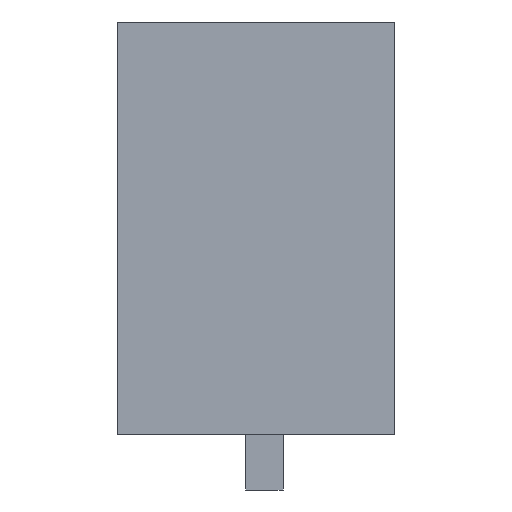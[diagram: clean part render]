
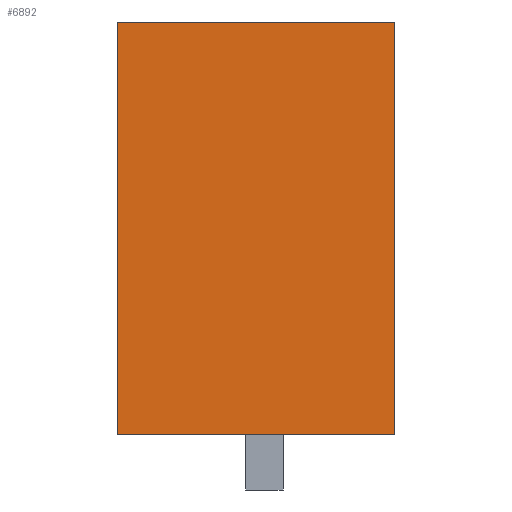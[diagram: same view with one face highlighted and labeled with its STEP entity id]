
A CAD part, left-side view. The second image highlights one B-rep face of the part: STEP entity #6892.
In plain terms, the highlighted planar face has unit normal (-1, 0, 0).
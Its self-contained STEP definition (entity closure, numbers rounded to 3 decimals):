
#6872=AXIS2_PLACEMENT_3D('Plane Axis2P3D',#6869,#6870,#6871) ;
#276=CARTESIAN_POINT('Vertex',(0.,7.45,1.5)) ;
#279=CARTESIAN_POINT('Line Origine',(0.,7.45,7.025)) ;
#283=CARTESIAN_POINT('Vertex',(0.,7.45,12.55)) ;
#6853=CARTESIAN_POINT('Vertex',(0.,0.,1.5)) ;
#6856=CARTESIAN_POINT('Line Origine',(0.,3.725,1.5)) ;
#6869=CARTESIAN_POINT('Axis2P3D Location',(0.,7.45,0.1)) ;
#6874=CARTESIAN_POINT('Line Origine',(0.,0.,7.025)) ;
#6878=CARTESIAN_POINT('Vertex',(0.,0.,12.55)) ;
#6881=CARTESIAN_POINT('Line Origine',(0.,3.725,12.55)) ;
#280=DIRECTION('Vector Direction',(0.,0.,1.)) ;
#6857=DIRECTION('Vector Direction',(0.,1.,0.)) ;
#6870=DIRECTION('Axis2P3D Direction',(1.,0.,0.)) ;
#6871=DIRECTION('Axis2P3D XDirection',(0.,0.,-1.)) ;
#6875=DIRECTION('Vector Direction',(0.,0.,-1.)) ;
#6882=DIRECTION('Vector Direction',(0.,-1.,0.)) ;
#281=VECTOR('Line Direction',#280,1.) ;
#6858=VECTOR('Line Direction',#6857,1.) ;
#6876=VECTOR('Line Direction',#6875,1.) ;
#6883=VECTOR('Line Direction',#6882,1.) ;
#6887=ORIENTED_EDGE('',*,*,#6860,.F.) ;
#6888=ORIENTED_EDGE('',*,*,#6880,.F.) ;
#6889=ORIENTED_EDGE('',*,*,#6885,.F.) ;
#6890=ORIENTED_EDGE('',*,*,#285,.F.) ;
#6892=ADVANCED_FACE('HOUSING',(#6891),#6873,.F.) ;
#285=EDGE_CURVE('',#277,#284,#282,.T.) ;
#6860=EDGE_CURVE('',#6854,#277,#6859,.T.) ;
#6880=EDGE_CURVE('',#6879,#6854,#6877,.T.) ;
#6885=EDGE_CURVE('',#284,#6879,#6884,.T.) ;
#6886=EDGE_LOOP('',(#6887,#6888,#6889,#6890)) ;
#6891=FACE_OUTER_BOUND('',#6886,.T.) ;
#282=LINE('Line',#279,#281) ;
#6859=LINE('Line',#6856,#6858) ;
#6877=LINE('Line',#6874,#6876) ;
#6884=LINE('Line',#6881,#6883) ;
#6873=PLANE('',#6872) ;
#277=VERTEX_POINT('',#276) ;
#284=VERTEX_POINT('',#283) ;
#6854=VERTEX_POINT('',#6853) ;
#6879=VERTEX_POINT('',#6878) ;
